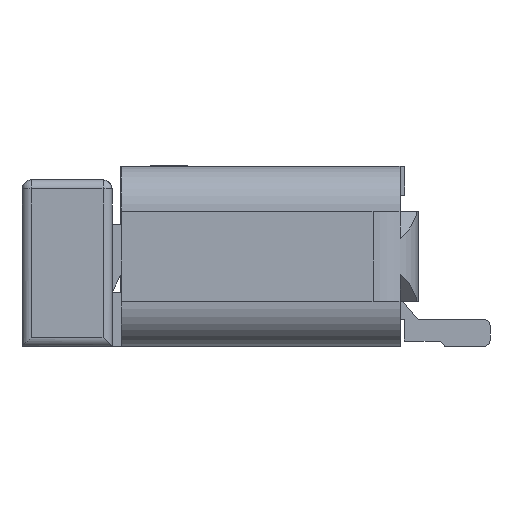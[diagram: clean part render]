
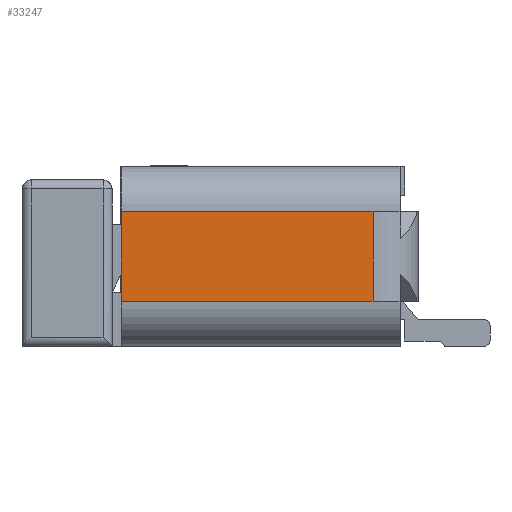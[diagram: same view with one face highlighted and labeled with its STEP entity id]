
A CAD part, left-side view. The second image highlights one B-rep face of the part: STEP entity #33247.
In plain terms, the highlighted planar face has unit normal (-1, 0, 0).
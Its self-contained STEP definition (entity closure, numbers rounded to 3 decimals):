
#53 = AXIS2_PLACEMENT_3D ( 'NONE', #12306, #3809, #22017 ) ;
#1108 = EDGE_CURVE ( 'NONE', #24934, #31129, #30901, .T. ) ;
#2830 = LINE ( 'NONE', #35859, #32570 ) ;
#3809 = DIRECTION ( 'NONE',  ( 1., 0., 0. ) ) ;
#4197 = VERTEX_POINT ( 'NONE', #21901 ) ;
#6337 = ORIENTED_EDGE ( 'NONE', *, *, #1108, .F. ) ;
#10357 = ORIENTED_EDGE ( 'NONE', *, *, #25395, .T. ) ;
#11929 = DIRECTION ( 'NONE',  ( 0., 0., -1. ) ) ;
#12306 = CARTESIAN_POINT ( 'NONE',  ( -3.75, -4.291, 0. ) ) ;
#12683 = CARTESIAN_POINT ( 'NONE',  ( -3.75, 1.5, 1.5 ) ) ;
#13773 = DIRECTION ( 'NONE',  ( 0., 1., 0. ) ) ;
#17073 = VERTEX_POINT ( 'NONE', #34699 ) ;
#18121 = VECTOR ( 'NONE', #13773, 1000. ) ;
#18229 = EDGE_CURVE ( 'NONE', #4197, #24934, #38532, .T. ) ;
#19540 = LINE ( 'NONE', #31615, #18121 ) ;
#21901 = CARTESIAN_POINT ( 'NONE',  ( -3.75, -1.3, 0.5 ) ) ;
#22017 = DIRECTION ( 'NONE',  ( 0., 0., -1. ) ) ;
#22186 = DIRECTION ( 'NONE',  ( 0., 0., 1. ) ) ;
#23810 = FACE_OUTER_BOUND ( 'NONE', #27192, .T. ) ;
#24195 = PLANE ( 'NONE',  #53 ) ;
#24934 = VERTEX_POINT ( 'NONE', #30499 ) ;
#25395 = EDGE_CURVE ( 'NONE', #17073, #31129, #19540, .T. ) ;
#25835 = VECTOR ( 'NONE', #22186, 1000. ) ;
#27192 = EDGE_LOOP ( 'NONE', ( #30542, #10357, #6337, #29091 ) ) ;
#28923 = CARTESIAN_POINT ( 'NONE',  ( -3.75, -4.291, 0.5 ) ) ;
#29091 = ORIENTED_EDGE ( 'NONE', *, *, #18229, .F. ) ;
#29289 = VECTOR ( 'NONE', #32646, 1000. ) ;
#30499 = CARTESIAN_POINT ( 'NONE',  ( -3.75, 1.5, 0.5 ) ) ;
#30542 = ORIENTED_EDGE ( 'NONE', *, *, #36858, .F. ) ;
#30901 = LINE ( 'NONE', #36622, #25835 ) ;
#31129 = VERTEX_POINT ( 'NONE', #12683 ) ;
#31615 = CARTESIAN_POINT ( 'NONE',  ( -3.75, -4.291, 1.5 ) ) ;
#32570 = VECTOR ( 'NONE', #11929, 1000. ) ;
#32646 = DIRECTION ( 'NONE',  ( 0., 1., 0. ) ) ;
#33247 = ADVANCED_FACE ( 'NONE', ( #23810 ), #24195, .F. ) ;
#34699 = CARTESIAN_POINT ( 'NONE',  ( -3.75, -1.3, 1.5 ) ) ;
#35859 = CARTESIAN_POINT ( 'NONE',  ( -3.75, -1.3, 1.5 ) ) ;
#36622 = CARTESIAN_POINT ( 'NONE',  ( -3.75, 1.5, 0. ) ) ;
#36858 = EDGE_CURVE ( 'NONE', #17073, #4197, #2830, .T. ) ;
#38532 = LINE ( 'NONE', #28923, #29289 ) ;
